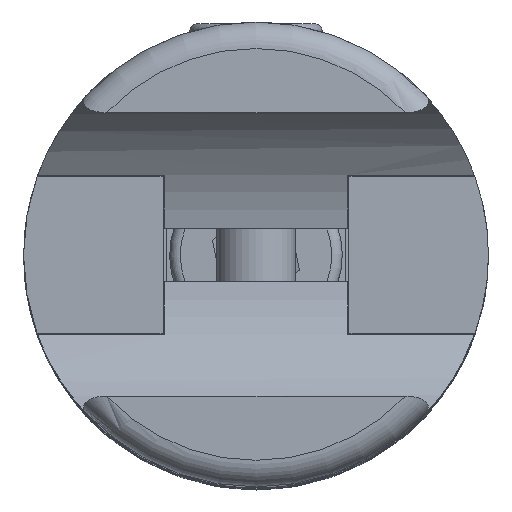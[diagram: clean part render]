
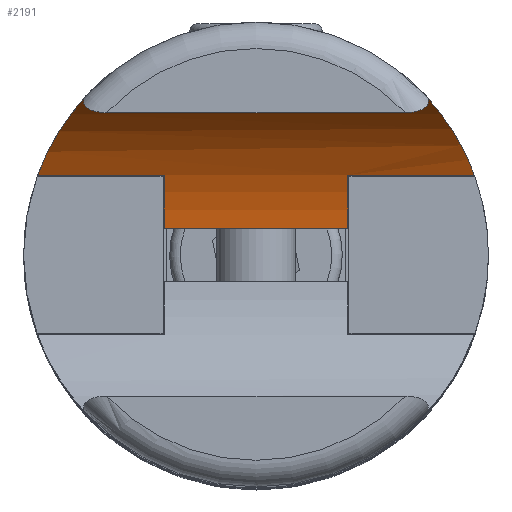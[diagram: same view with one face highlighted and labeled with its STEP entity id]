
A CAD part, top view. The second image highlights one B-rep face of the part: STEP entity #2191.
In plain terms, the highlighted cylindrical face has radius 13.4 mm (diameter 26.8 mm), a partial arc.
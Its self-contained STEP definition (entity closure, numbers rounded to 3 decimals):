
#131=B_SPLINE_CURVE_WITH_KNOTS('',3,(#3806,#3807,#3808,#3809,#3810,#3811,
#3812,#3813,#3814,#3815,#3816,#3817,#3818,#3819),.UNSPECIFIED.,.F.,.F.,
(4,2,2,2,2,2,4),(1.991,2.081,2.154,2.216,
2.279,2.357,2.384),.UNSPECIFIED.);
#132=B_SPLINE_CURVE_WITH_KNOTS('',3,(#3823,#3824,#3825,#3826,#3827,#3828,
#3829,#3830,#3831,#3832,#3833,#3834,#3835,#3836),.UNSPECIFIED.,.F.,.F.,
(4,2,2,2,2,2,4),(1.369,1.402,1.476,1.533,
1.587,1.647,1.722),.UNSPECIFIED.);
#133=B_SPLINE_CURVE_WITH_KNOTS('',3,(#3842,#3843,#3844,#3845,#3846,#3847,
#3848,#3849,#3850,#3851,#3852,#3853,#3854,#3855,#3856,#3857,#3858),
 .UNSPECIFIED.,.F.,.F.,(4,2,2,2,3,2,2,4),(-1.532,-1.085,
-0.543,-0.271,0.,0.271,0.543,
0.641),.UNSPECIFIED.);
#134=B_SPLINE_CURVE_WITH_KNOTS('',3,(#3869,#3870,#3871,#3872,#3873,#3874,
#3875,#3876,#3877,#3878,#3879,#3880,#3881,#3882,#3883,#3884,#3885),
 .UNSPECIFIED.,.F.,.F.,(4,2,2,3,2,2,2,4),(-0.641,-0.543,
-0.271,0.,0.271,0.543,1.085,
1.532),.UNSPECIFIED.);
#329=FACE_OUTER_BOUND('',#466,.T.);
#466=EDGE_LOOP('',(#1746,#1747,#1748,#1749,#1750,#1751,#1752,#1753,#1754,
#1755));
#640=LINE('',#3839,#792);
#641=LINE('',#3860,#793);
#642=LINE('',#3864,#794);
#643=LINE('',#3868,#795);
#792=VECTOR('',#3019,10.);
#793=VECTOR('',#3022,10.);
#794=VECTOR('',#3025,10.);
#795=VECTOR('',#3028,10.);
#892=CIRCLE('',#2572,13.4);
#893=CIRCLE('',#2573,13.4);
#1050=VERTEX_POINT('',#3804);
#1051=VERTEX_POINT('',#3805);
#1052=VERTEX_POINT('',#3820);
#1053=VERTEX_POINT('',#3822);
#1054=VERTEX_POINT('',#3841);
#1055=VERTEX_POINT('',#3859);
#1056=VERTEX_POINT('',#3861);
#1057=VERTEX_POINT('',#3863);
#1058=VERTEX_POINT('',#3865);
#1059=VERTEX_POINT('',#3867);
#1305=EDGE_CURVE('',#1050,#1051,#131,.T.);
#1307=EDGE_CURVE('',#1052,#1053,#132,.T.);
#1309=EDGE_CURVE('',#1051,#1052,#640,.T.);
#1310=EDGE_CURVE('',#1054,#1050,#133,.T.);
#1311=EDGE_CURVE('',#1055,#1054,#641,.T.);
#1312=EDGE_CURVE('',#1056,#1055,#892,.T.);
#1313=EDGE_CURVE('',#1057,#1056,#642,.T.);
#1314=EDGE_CURVE('',#1058,#1057,#893,.T.);
#1315=EDGE_CURVE('',#1059,#1058,#643,.T.);
#1316=EDGE_CURVE('',#1053,#1059,#134,.T.);
#1746=ORIENTED_EDGE('',*,*,#1307,.F.);
#1747=ORIENTED_EDGE('',*,*,#1309,.F.);
#1748=ORIENTED_EDGE('',*,*,#1305,.F.);
#1749=ORIENTED_EDGE('',*,*,#1310,.F.);
#1750=ORIENTED_EDGE('',*,*,#1311,.F.);
#1751=ORIENTED_EDGE('',*,*,#1312,.F.);
#1752=ORIENTED_EDGE('',*,*,#1313,.F.);
#1753=ORIENTED_EDGE('',*,*,#1314,.F.);
#1754=ORIENTED_EDGE('',*,*,#1315,.F.);
#1755=ORIENTED_EDGE('',*,*,#1316,.F.);
#2120=CYLINDRICAL_SURFACE('',#2571,13.4);
#2191=ADVANCED_FACE('',(#329),#2120,.F.);
#2571=AXIS2_PLACEMENT_3D('',#3840,#3020,#3021);
#2572=AXIS2_PLACEMENT_3D('',#3862,#3023,#3024);
#2573=AXIS2_PLACEMENT_3D('',#3866,#3026,#3027);
#3019=DIRECTION('',(0.,1.,0.));
#3020=DIRECTION('center_axis',(0.,1.,0.));
#3021=DIRECTION('ref_axis',(-0.926,0.,-0.376));
#3022=DIRECTION('',(0.,-1.,0.));
#3023=DIRECTION('center_axis',(0.,1.,0.));
#3024=DIRECTION('ref_axis',(1.,0.,0.));
#3025=DIRECTION('',(0.,-1.,0.));
#3026=DIRECTION('center_axis',(0.,-1.,0.));
#3027=DIRECTION('ref_axis',(1.,0.,0.));
#3028=DIRECTION('',(0.,-1.,0.));
#3804=CARTESIAN_POINT('',(-11.931,-12.802,32.5));
#3805=CARTESIAN_POINT('',(-10.675,-11.238,34.5));
#3806=CARTESIAN_POINT('Ctrl Pts',(-11.931,-12.802,32.5));
#3807=CARTESIAN_POINT('Ctrl Pts',(-11.806,-12.919,32.745));
#3808=CARTESIAN_POINT('Ctrl Pts',(-11.673,-12.978,32.986));
#3809=CARTESIAN_POINT('Ctrl Pts',(-11.432,-12.985,33.393));
#3810=CARTESIAN_POINT('Ctrl Pts',(-11.321,-12.951,33.572));
#3811=CARTESIAN_POINT('Ctrl Pts',(-11.121,-12.806,33.878));
#3812=CARTESIAN_POINT('Ctrl Pts',(-11.034,-12.709,34.004));
#3813=CARTESIAN_POINT('Ctrl Pts',(-10.884,-12.454,34.218));
#3814=CARTESIAN_POINT('Ctrl Pts',(-10.823,-12.303,34.301));
#3815=CARTESIAN_POINT('Ctrl Pts',(-10.722,-11.928,34.437));
#3816=CARTESIAN_POINT('Ctrl Pts',(-10.692,-11.702,34.477));
#3817=CARTESIAN_POINT('Ctrl Pts',(-10.677,-11.396,34.498));
#3818=CARTESIAN_POINT('Ctrl Pts',(-10.675,-11.317,34.5));
#3819=CARTESIAN_POINT('Ctrl Pts',(-10.675,-11.238,34.5));
#3820=CARTESIAN_POINT('',(-10.675,11.238,34.5));
#3822=CARTESIAN_POINT('',(-11.931,12.802,32.5));
#3823=CARTESIAN_POINT('Ctrl Pts',(-10.675,11.238,34.5));
#3824=CARTESIAN_POINT('Ctrl Pts',(-10.675,11.346,34.5));
#3825=CARTESIAN_POINT('Ctrl Pts',(-10.678,11.453,34.495));
#3826=CARTESIAN_POINT('Ctrl Pts',(-10.703,11.8,34.462));
#3827=CARTESIAN_POINT('Ctrl Pts',(-10.743,12.036,34.411));
#3828=CARTESIAN_POINT('Ctrl Pts',(-10.865,12.412,34.243));
#3829=CARTESIAN_POINT('Ctrl Pts',(-10.934,12.555,34.147));
#3830=CARTESIAN_POINT('Ctrl Pts',(-11.096,12.781,33.914));
#3831=CARTESIAN_POINT('Ctrl Pts',(-11.183,12.861,33.784));
#3832=CARTESIAN_POINT('Ctrl Pts',(-11.378,12.971,33.48));
#3833=CARTESIAN_POINT('Ctrl Pts',(-11.484,12.991,33.309));
#3834=CARTESIAN_POINT('Ctrl Pts',(-11.71,12.963,32.92));
#3835=CARTESIAN_POINT('Ctrl Pts',(-11.826,12.9,32.705));
#3836=CARTESIAN_POINT('Ctrl Pts',(-11.931,12.802,32.5));
#3839=CARTESIAN_POINT('',(-10.675,0.,34.5));
#3840=CARTESIAN_POINT('Origin',(0.,0.,26.4));
#3841=CARTESIAN_POINT('',(-6.,-16.439,14.418));
#3842=CARTESIAN_POINT('Ctrl Pts',(-6.,-16.439,14.418));
#3843=CARTESIAN_POINT('Ctrl Pts',(-7.334,-15.952,15.086));
#3844=CARTESIAN_POINT('Ctrl Pts',(-8.517,-15.33,15.967));
#3845=CARTESIAN_POINT('Ctrl Pts',(-10.639,-13.963,18.089));
#3846=CARTESIAN_POINT('Ctrl Pts',(-11.646,-13.098,19.542));
#3847=CARTESIAN_POINT('Ctrl Pts',(-12.679,-12.071,21.976));
#3848=CARTESIAN_POINT('Ctrl Pts',(-12.947,-11.777,22.831));
#3849=CARTESIAN_POINT('Ctrl Pts',(-13.308,-11.368,24.591));
#3850=CARTESIAN_POINT('Ctrl Pts',(-13.4,-11.256,25.496));
#3851=CARTESIAN_POINT('Ctrl Pts',(-13.4,-11.256,26.4));
#3852=CARTESIAN_POINT('Ctrl Pts',(-13.4,-11.256,27.304));
#3853=CARTESIAN_POINT('Ctrl Pts',(-13.308,-11.368,28.209));
#3854=CARTESIAN_POINT('Ctrl Pts',(-12.947,-11.777,29.969));
#3855=CARTESIAN_POINT('Ctrl Pts',(-12.679,-12.071,30.824));
#3856=CARTESIAN_POINT('Ctrl Pts',(-12.21,-12.538,31.929));
#3857=CARTESIAN_POINT('Ctrl Pts',(-12.075,-12.668,32.218));
#3858=CARTESIAN_POINT('Ctrl Pts',(-11.931,-12.802,32.5));
#3859=CARTESIAN_POINT('',(-6.,-6.9,14.418));
#3860=CARTESIAN_POINT('',(-6.,0.,14.418));
#3861=CARTESIAN_POINT('',(-2.,-6.9,13.15));
#3862=CARTESIAN_POINT('Origin',(0.,-6.9,26.4));
#3863=CARTESIAN_POINT('',(-2.,6.9,13.15));
#3864=CARTESIAN_POINT('',(-2.,0.,13.15));
#3865=CARTESIAN_POINT('',(-6.,6.9,14.418));
#3866=CARTESIAN_POINT('Origin',(0.,6.9,26.4));
#3867=CARTESIAN_POINT('',(-6.,16.439,14.418));
#3868=CARTESIAN_POINT('',(-6.,0.,14.418));
#3869=CARTESIAN_POINT('Ctrl Pts',(-11.931,12.802,32.5));
#3870=CARTESIAN_POINT('Ctrl Pts',(-12.075,12.668,32.218));
#3871=CARTESIAN_POINT('Ctrl Pts',(-12.21,12.538,31.929));
#3872=CARTESIAN_POINT('Ctrl Pts',(-12.679,12.071,30.824));
#3873=CARTESIAN_POINT('Ctrl Pts',(-12.947,11.777,29.969));
#3874=CARTESIAN_POINT('Ctrl Pts',(-13.308,11.368,28.209));
#3875=CARTESIAN_POINT('Ctrl Pts',(-13.4,11.256,27.304));
#3876=CARTESIAN_POINT('Ctrl Pts',(-13.4,11.256,26.4));
#3877=CARTESIAN_POINT('Ctrl Pts',(-13.4,11.256,25.496));
#3878=CARTESIAN_POINT('Ctrl Pts',(-13.308,11.368,24.591));
#3879=CARTESIAN_POINT('Ctrl Pts',(-12.947,11.777,22.831));
#3880=CARTESIAN_POINT('Ctrl Pts',(-12.679,12.071,21.976));
#3881=CARTESIAN_POINT('Ctrl Pts',(-11.646,13.098,19.542));
#3882=CARTESIAN_POINT('Ctrl Pts',(-10.639,13.963,18.089));
#3883=CARTESIAN_POINT('Ctrl Pts',(-8.517,15.33,15.967));
#3884=CARTESIAN_POINT('Ctrl Pts',(-7.334,15.952,15.086));
#3885=CARTESIAN_POINT('Ctrl Pts',(-6.,16.439,14.418));
